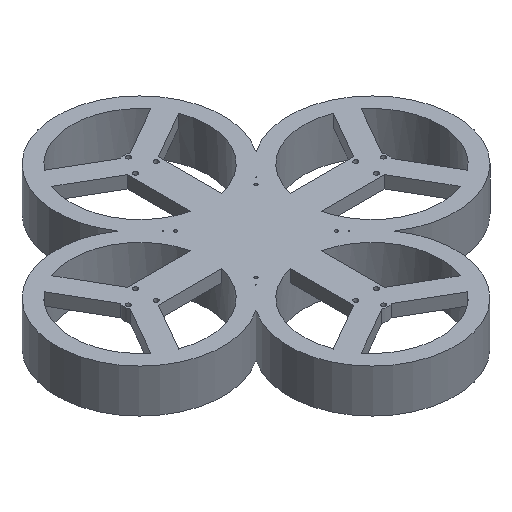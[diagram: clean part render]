
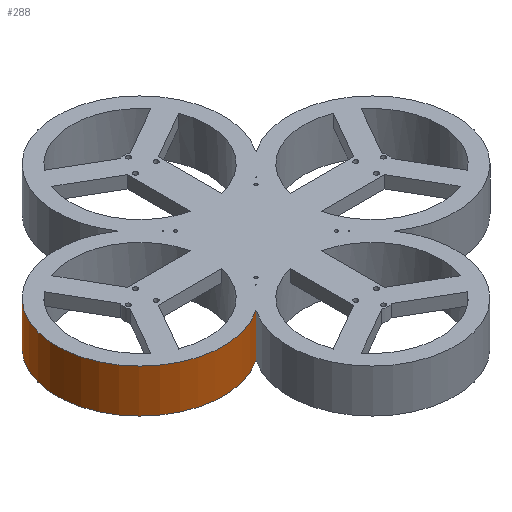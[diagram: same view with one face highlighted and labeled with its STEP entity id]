
A CAD part, isometric view. The second image highlights one B-rep face of the part: STEP entity #288.
In plain terms, the highlighted cylindrical face has radius 27 mm (diameter 54 mm), a partial arc.
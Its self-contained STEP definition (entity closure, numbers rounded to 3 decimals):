
#288=ADVANCED_FACE('',(#386),#340,.T.);
#340=CYLINDRICAL_SURFACE('',#1918,27.);
#386=FACE_OUTER_BOUND('',#514,.T.);
#514=EDGE_LOOP('',(#968,#969,#970,#971));
#566=CIRCLE('',#1802,27.);
#583=CIRCLE('',#1821,27.);
#968=ORIENTED_EDGE('',*,*,#1321,.T.);
#969=ORIENTED_EDGE('',*,*,#1280,.T.);
#970=ORIENTED_EDGE('',*,*,#1294,.T.);
#971=ORIENTED_EDGE('',*,*,#1461,.F.);
#1116=VERTEX_POINT('',#2451);
#1117=VERTEX_POINT('',#2453);
#1129=VERTEX_POINT('',#2481);
#1154=VERTEX_POINT('',#2536);
#1280=EDGE_CURVE('',#1117,#1116,#1511,.T.);
#1294=EDGE_CURVE('',#1116,#1129,#566,.T.);
#1321=EDGE_CURVE('',#1154,#1117,#583,.T.);
#1461=EDGE_CURVE('',#1154,#1129,#1615,.T.);
#1511=LINE('',#2452,#1651);
#1615=LINE('',#2817,#1755);
#1651=VECTOR('',#1967,1.);
#1755=VECTOR('',#2323,1.);
#1802=AXIS2_PLACEMENT_3D('',#2482,#1994,#1995);
#1821=AXIS2_PLACEMENT_3D('',#2535,#2042,#2043);
#1918=AXIS2_PLACEMENT_3D('',#2818,#2324,#2325);
#1967=DIRECTION('',(0.,0.,-1.));
#1994=DIRECTION('',(0.,0.,1.));
#1995=DIRECTION('',(-1.,0.,0.));
#2042=DIRECTION('',(0.,0.,-1.));
#2043=DIRECTION('',(-1.,0.,0.));
#2323=DIRECTION('',(0.,0.,-1.));
#2324=DIRECTION('',(0.,0.,1.));
#2325=DIRECTION('',(-1.,0.,0.));
#2451=CARTESIAN_POINT('',(-22.347,22.347,-10.));
#2452=CARTESIAN_POINT('',(-22.347,22.347,-3.));
#2453=CARTESIAN_POINT('',(-22.347,22.347,4.));
#2481=CARTESIAN_POINT('',(-22.347,-22.347,-10.));
#2482=CARTESIAN_POINT('',(-37.5,0.,-10.));
#2535=CARTESIAN_POINT('',(-37.5,0.,4.));
#2536=CARTESIAN_POINT('',(-22.347,-22.347,4.));
#2817=CARTESIAN_POINT('',(-22.347,-22.347,-3.));
#2818=CARTESIAN_POINT('',(-37.5,0.,-10.));
